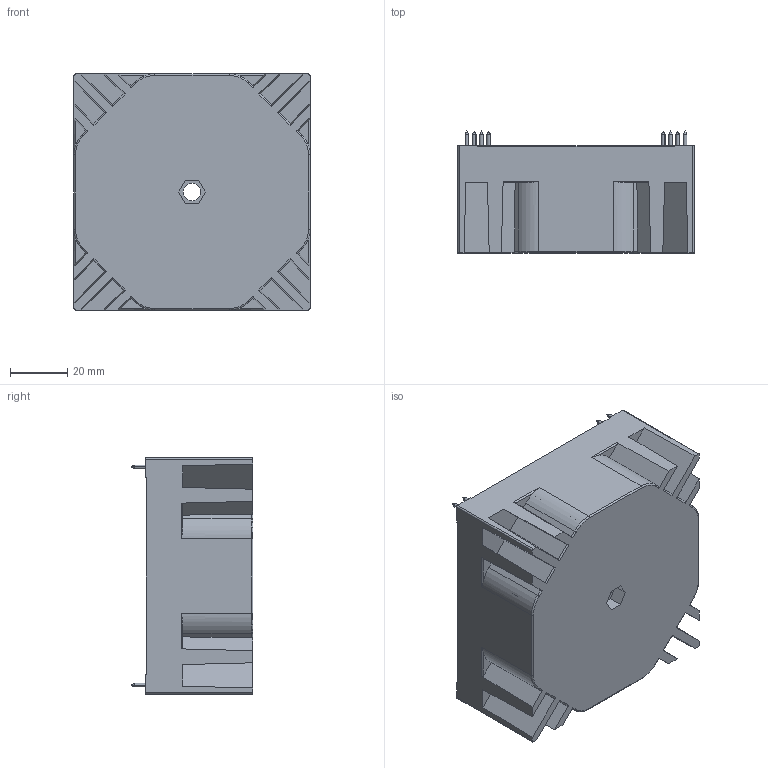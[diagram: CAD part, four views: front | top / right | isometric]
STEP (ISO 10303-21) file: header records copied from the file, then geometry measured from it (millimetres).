
FILE_DESCRIPTION (( 'STEP AP214' ), '1' );
FILE_NAME ('L01-638X Series.STEP', '2018-02-26T14:28:31', ( 'Kamal Priyanath' ), ( '' ), 'SwSTEP 2.0', 'SolidWorks 2015', '' );
FILE_SCHEMA (( 'AUTOMOTIVE_DESIGN' ));
Length unit declared in the file: millimetre
Products named in the file (12): Pin; 50VA With fins; L01-638X Series
Assembly tree (9 placements, depth 2):
  Pin
  Pin
  Pin
  Pin
  Pin
Bounding box: 82.4 x 42.5 x 82.4 mm (x, y, z)
Volume: 230631.1 mm3; surface area: 55179.1 mm2
Topology: 9 solids, 46 shells, 564 faces, 1342 edges, 866 vertices
Faces by surface type: plane 266, cylinder 258, torus 18, cone 16, bspline 6
Entity records: 19393 total; most frequent: CARTESIAN_POINT 2887, DIRECTION 2500, ORIENTED_EDGE 2360, EDGE_CURVE 1180, AXIS2_PLACEMENT_3D 904, VERTEX_POINT 775, VECTOR 692, LINE 692
